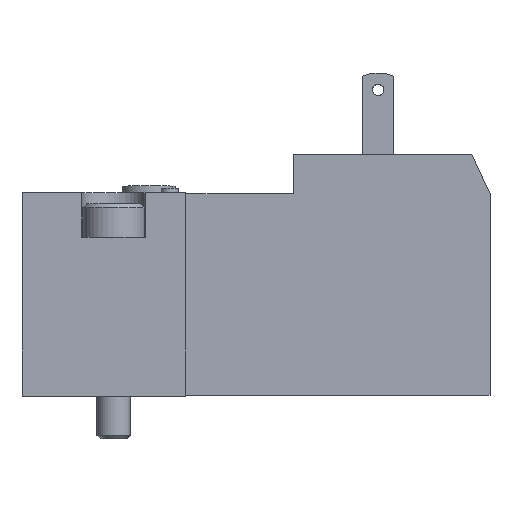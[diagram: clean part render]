
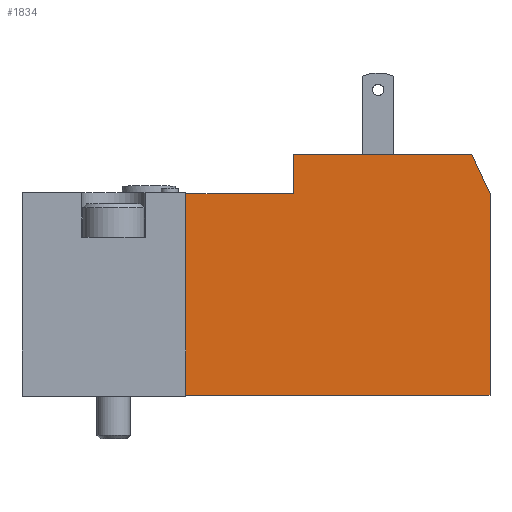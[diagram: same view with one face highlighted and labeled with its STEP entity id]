
A CAD part, top view. The second image highlights one B-rep face of the part: STEP entity #1834.
In plain terms, the highlighted planar face has unit normal (0, 0, 1).
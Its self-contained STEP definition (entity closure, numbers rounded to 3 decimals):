
#317=ORIENTED_EDGE('',*,*,#428,.T.);
#318=ORIENTED_EDGE('',*,*,#432,.T.);
#319=ORIENTED_EDGE('',*,*,#435,.T.);
#320=ORIENTED_EDGE('',*,*,#447,.T.);
#321=ORIENTED_EDGE('',*,*,#450,.T.);
#322=ORIENTED_EDGE('',*,*,#453,.T.);
#323=ORIENTED_EDGE('',*,*,#484,.T.);
#428=EDGE_CURVE('',#592,#591,#709,.T.);
#432=EDGE_CURVE('',#591,#594,#713,.T.);
#435=EDGE_CURVE('',#594,#596,#716,.T.);
#447=EDGE_CURVE('',#596,#607,#727,.T.);
#450=EDGE_CURVE('',#607,#609,#730,.T.);
#453=EDGE_CURVE('',#609,#611,#733,.T.);
#484=EDGE_CURVE('',#611,#592,#758,.T.);
#591=VERTEX_POINT('',#2362);
#592=VERTEX_POINT('',#2364);
#594=VERTEX_POINT('',#2370);
#596=VERTEX_POINT('',#2376);
#607=VERTEX_POINT('',#2400);
#609=VERTEX_POINT('',#2406);
#611=VERTEX_POINT('',#2412);
#709=LINE('',#2363,#816);
#713=LINE('',#2371,#820);
#716=LINE('',#2377,#823);
#727=LINE('',#2401,#834);
#730=LINE('',#2407,#837);
#733=LINE('',#2413,#840);
#758=LINE('',#2475,#865);
#816=VECTOR('',#2003,1000.);
#820=VECTOR('',#2009,1000.);
#823=VECTOR('',#2014,1000.);
#834=VECTOR('',#2029,1000.);
#837=VECTOR('',#2034,1000.);
#840=VECTOR('',#2039,1000.);
#865=VECTOR('',#2088,1000.);
#993=EDGE_LOOP('',(#317,#318,#319,#320,#321,#322,#323));
#1112=FACE_BOUND('',#993,.T.);
#1195=PLANE('',#1952);
#1834=ADVANCED_FACE('',(#1112),#1195,.T.);
#1952=AXIS2_PLACEMENT_3D('',#2602,#2242,#2243);
#2003=DIRECTION('',(1.,0.,0.));
#2009=DIRECTION('',(0.,1.,0.));
#2014=DIRECTION('',(-0.423,0.906,0.));
#2029=DIRECTION('',(-1.,0.,0.));
#2034=DIRECTION('',(0.,-1.,0.));
#2039=DIRECTION('',(-1.,0.,0.));
#2088=DIRECTION('',(0.,-1.,0.));
#2242=DIRECTION('',(0.,0.,1.));
#2243=DIRECTION('',(1.,0.,0.));
#2362=CARTESIAN_POINT('',(41.85,-9.,7.5));
#2363=CARTESIAN_POINT('',(14.65,-9.,7.5));
#2364=CARTESIAN_POINT('',(14.65,-9.,7.5));
#2370=CARTESIAN_POINT('',(41.85,9.,7.5));
#2371=CARTESIAN_POINT('',(41.85,-9.,7.5));
#2376=CARTESIAN_POINT('',(40.218,12.5,7.5));
#2377=CARTESIAN_POINT('',(41.85,9.,7.5));
#2400=CARTESIAN_POINT('',(24.3,12.5,7.5));
#2401=CARTESIAN_POINT('',(40.218,12.5,7.5));
#2406=CARTESIAN_POINT('',(24.3,9.,7.5));
#2407=CARTESIAN_POINT('',(24.3,12.5,7.5));
#2412=CARTESIAN_POINT('',(14.65,9.,7.5));
#2413=CARTESIAN_POINT('',(24.3,9.,7.5));
#2475=CARTESIAN_POINT('',(14.65,20.9,7.5));
#2602=CARTESIAN_POINT('',(44.65,20.9,7.5));
